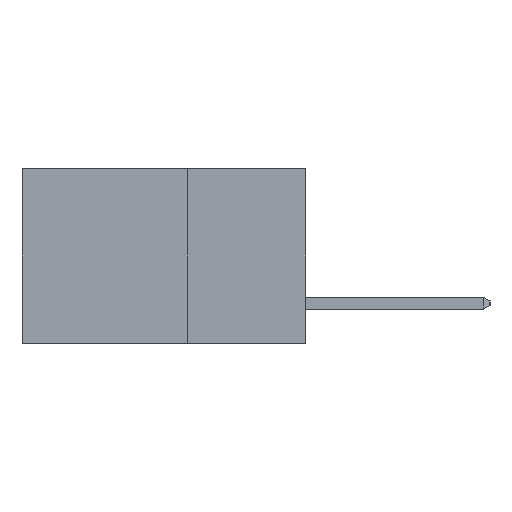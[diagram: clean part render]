
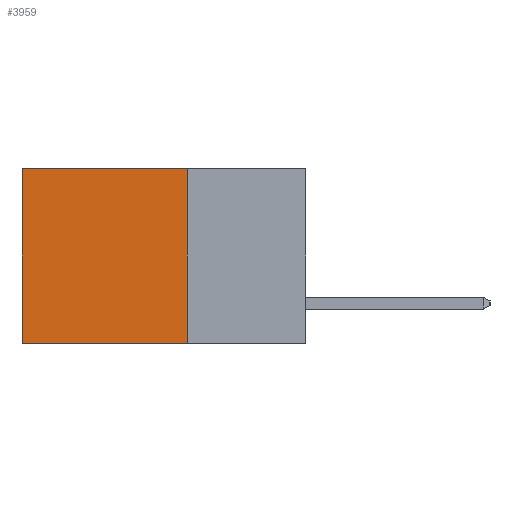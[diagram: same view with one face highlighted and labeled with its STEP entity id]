
A CAD part, left-side view. The second image highlights one B-rep face of the part: STEP entity #3959.
In plain terms, the highlighted planar face has unit normal (-1, 0, 0).
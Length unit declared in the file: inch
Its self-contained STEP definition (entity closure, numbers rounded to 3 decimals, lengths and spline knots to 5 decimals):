
#174 = CARTESIAN_POINT ( 'NONE',  ( 0.298, 0.6, 0. ) ) ;
#197 = LINE ( 'NONE', #6995, #10307 ) ;
#253 = VERTEX_POINT ( 'NONE', #174 ) ;
#380 = DIRECTION ( 'NONE',  ( 0., 0., -1. ) ) ;
#420 = VERTEX_POINT ( 'NONE', #6141 ) ;
#743 = CARTESIAN_POINT ( 'NONE',  ( 0.298, 0.25, 0. ) ) ;
#1015 = EDGE_CURVE ( 'NONE', #2592, #420, #5346, .T. ) ;
#1239 = EDGE_CURVE ( 'NONE', #253, #8567, #9477, .T. ) ;
#1514 = CARTESIAN_POINT ( 'NONE',  ( 0.298, 0.25, -0.37 ) ) ;
#1568 = FACE_OUTER_BOUND ( 'NONE', #1990, .T. ) ;
#1775 = CARTESIAN_POINT ( 'NONE',  ( 0.298, 0.25, 0. ) ) ;
#1849 = DIRECTION ( 'NONE',  ( 1., 0., 0. ) ) ;
#1940 = VECTOR ( 'NONE', #8705, 39.37008 ) ;
#1990 = EDGE_LOOP ( 'NONE', ( #9617, #10156, #6762, #2140 ) ) ;
#2140 = ORIENTED_EDGE ( 'NONE', *, *, #2234, .T. ) ;
#2234 = EDGE_CURVE ( 'NONE', #2592, #253, #197, .T. ) ;
#2592 = VERTEX_POINT ( 'NONE', #1775 ) ;
#2699 = CARTESIAN_POINT ( 'NONE',  ( 0.298, 0.6, 0. ) ) ;
#3234 = VECTOR ( 'NONE', #4153, 39.37008 ) ;
#3693 = EDGE_CURVE ( 'NONE', #420, #8567, #8328, .T. ) ;
#3959 = ADVANCED_FACE ( 'NONE', ( #1568 ), #9003, .F. ) ;
#4153 = DIRECTION ( 'NONE',  ( 0., 0., -1. ) ) ;
#5015 = CARTESIAN_POINT ( 'NONE',  ( 0.298, 0.25, 0. ) ) ;
#5210 = VECTOR ( 'NONE', #380, 39.37008 ) ;
#5346 = LINE ( 'NONE', #743, #3234 ) ;
#6141 = CARTESIAN_POINT ( 'NONE',  ( 0.298, 0.25, -0.37 ) ) ;
#6762 = ORIENTED_EDGE ( 'NONE', *, *, #1015, .F. ) ;
#6995 = CARTESIAN_POINT ( 'NONE',  ( 0.298, 0.25, 0. ) ) ;
#7432 = DIRECTION ( 'NONE',  ( 0., 0., -1. ) ) ;
#7936 = CARTESIAN_POINT ( 'NONE',  ( 0.298, 0.6, -0.37 ) ) ;
#8328 = LINE ( 'NONE', #1514, #1940 ) ;
#8567 = VERTEX_POINT ( 'NONE', #7936 ) ;
#8705 = DIRECTION ( 'NONE',  ( 0., 1., 0. ) ) ;
#9003 = PLANE ( 'NONE',  #9286 ) ;
#9286 = AXIS2_PLACEMENT_3D ( 'NONE', #5015, #1849, #7432 ) ;
#9477 = LINE ( 'NONE', #2699, #5210 ) ;
#9617 = ORIENTED_EDGE ( 'NONE', *, *, #1239, .T. ) ;
#10156 = ORIENTED_EDGE ( 'NONE', *, *, #3693, .F. ) ;
#10303 = DIRECTION ( 'NONE',  ( 0., 1., 0. ) ) ;
#10307 = VECTOR ( 'NONE', #10303, 39.37008 ) ;
